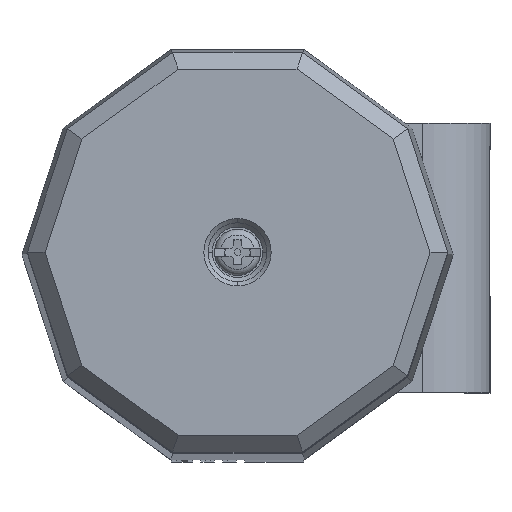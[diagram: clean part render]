
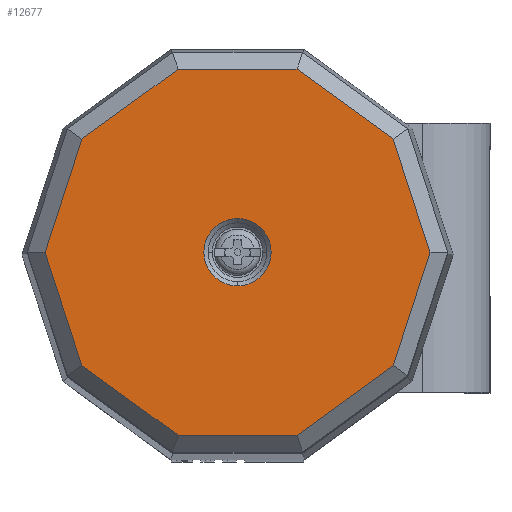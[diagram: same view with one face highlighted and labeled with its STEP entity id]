
A CAD part, top view. The second image highlights one B-rep face of the part: STEP entity #12677.
In plain terms, the highlighted planar face has unit normal (0, 0, 1).
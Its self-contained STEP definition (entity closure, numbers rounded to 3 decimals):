
#11909=CARTESIAN_POINT('',(0.,-4.,395.));
#11910=VERTEX_POINT('',#11909);
#11919=CARTESIAN_POINT('',(0.,4.,395.));
#11920=VERTEX_POINT('',#11919);
#11921=CARTESIAN_POINT('',(0.,0.,395.));
#11922=DIRECTION('',(0.0,0.0,1.0));
#11923=DIRECTION('',(0.0,-1.0,0.0));
#11924=AXIS2_PLACEMENT_3D('',#11921,#11922,#11923);
#11925=CIRCLE('',#11924,4.0);
#11926=EDGE_CURVE('',#11910,#11920,#11925,.T.);
#12415=CARTESIAN_POINT('',(-7.067,-21.75,395.));
#12416=VERTEX_POINT('',#12415);
#12417=CARTESIAN_POINT('',(-18.502,-13.442,395.));
#12418=VERTEX_POINT('',#12417);
#12419=CARTESIAN_POINT('',(-7.067,-21.75,395.));
#12420=DIRECTION('',(-0.809,0.588,0.0));
#12421=VECTOR('',#12420,14.134);
#12422=LINE('',#12419,#12421);
#12423=EDGE_CURVE('',#12416,#12418,#12422,.T.);
#12446=CARTESIAN_POINT('',(-22.869,0.,395.));
#12447=VERTEX_POINT('',#12446);
#12448=CARTESIAN_POINT('',(-18.502,-13.442,395.));
#12449=DIRECTION('',(-0.309,0.951,0.0));
#12450=VECTOR('',#12449,14.134);
#12451=LINE('',#12448,#12450);
#12452=EDGE_CURVE('',#12418,#12447,#12451,.T.);
#12470=CARTESIAN_POINT('',(-18.502,13.442,395.));
#12471=VERTEX_POINT('',#12470);
#12472=CARTESIAN_POINT('',(-22.869,0.,395.));
#12473=DIRECTION('',(0.309,0.951,0.0));
#12474=VECTOR('',#12473,14.134);
#12475=LINE('',#12472,#12474);
#12476=EDGE_CURVE('',#12447,#12471,#12475,.T.);
#12494=CARTESIAN_POINT('',(-7.067,21.75,395.));
#12495=VERTEX_POINT('',#12494);
#12496=CARTESIAN_POINT('',(-18.502,13.442,395.));
#12497=DIRECTION('',(0.809,0.588,0.0));
#12498=VECTOR('',#12497,14.134);
#12499=LINE('',#12496,#12498);
#12500=EDGE_CURVE('',#12471,#12495,#12499,.T.);
#12518=CARTESIAN_POINT('',(7.067,21.75,395.));
#12519=VERTEX_POINT('',#12518);
#12520=CARTESIAN_POINT('',(-7.067,21.75,395.));
#12521=DIRECTION('',(1.0,0.0,0.0));
#12522=VECTOR('',#12521,14.134);
#12523=LINE('',#12520,#12522);
#12524=EDGE_CURVE('',#12495,#12519,#12523,.T.);
#12542=CARTESIAN_POINT('',(18.502,13.442,395.));
#12543=VERTEX_POINT('',#12542);
#12544=CARTESIAN_POINT('',(7.067,21.75,395.));
#12545=DIRECTION('',(0.809,-0.588,0.0));
#12546=VECTOR('',#12545,14.134);
#12547=LINE('',#12544,#12546);
#12548=EDGE_CURVE('',#12519,#12543,#12547,.T.);
#12566=CARTESIAN_POINT('',(22.869,0.,395.));
#12567=VERTEX_POINT('',#12566);
#12568=CARTESIAN_POINT('',(18.502,13.442,395.));
#12569=DIRECTION('',(0.309,-0.951,0.0));
#12570=VECTOR('',#12569,14.134);
#12571=LINE('',#12568,#12570);
#12572=EDGE_CURVE('',#12543,#12567,#12571,.T.);
#12590=CARTESIAN_POINT('',(18.502,-13.442,395.));
#12591=VERTEX_POINT('',#12590);
#12592=CARTESIAN_POINT('',(22.869,0.,395.));
#12593=DIRECTION('',(-0.309,-0.951,0.0));
#12594=VECTOR('',#12593,14.134);
#12595=LINE('',#12592,#12594);
#12596=EDGE_CURVE('',#12567,#12591,#12595,.T.);
#12614=CARTESIAN_POINT('',(7.067,-21.75,395.));
#12615=VERTEX_POINT('',#12614);
#12616=CARTESIAN_POINT('',(18.502,-13.442,395.));
#12617=DIRECTION('',(-0.809,-0.588,0.0));
#12618=VECTOR('',#12617,14.134);
#12619=LINE('',#12616,#12618);
#12620=EDGE_CURVE('',#12591,#12615,#12619,.T.);
#12638=CARTESIAN_POINT('',(7.067,-21.75,395.));
#12639=DIRECTION('',(-1.0,0.0,0.0));
#12640=VECTOR('',#12639,14.134);
#12641=LINE('',#12638,#12640);
#12642=EDGE_CURVE('',#12615,#12416,#12641,.T.);
#12650=CARTESIAN_POINT('',(-25.156,-23.925,395.));
#12651=DIRECTION('',(0.0,0.0,1.0));
#12652=DIRECTION('',(1.0,0.0,0.0));
#12653=AXIS2_PLACEMENT_3D('',#12650,#12651,#12652);
#12654=PLANE('',#12653);
#12655=ORIENTED_EDGE('',*,*,#12423,.F.);
#12656=ORIENTED_EDGE('',*,*,#12642,.F.);
#12657=ORIENTED_EDGE('',*,*,#12620,.F.);
#12658=ORIENTED_EDGE('',*,*,#12596,.F.);
#12659=ORIENTED_EDGE('',*,*,#12572,.F.);
#12660=ORIENTED_EDGE('',*,*,#12548,.F.);
#12661=ORIENTED_EDGE('',*,*,#12524,.F.);
#12662=ORIENTED_EDGE('',*,*,#12500,.F.);
#12663=ORIENTED_EDGE('',*,*,#12476,.F.);
#12664=ORIENTED_EDGE('',*,*,#12452,.F.);
#12665=EDGE_LOOP('',(#12655,#12656,#12657,#12658,#12659,#12660,#12661,#12662,#12663,#12664));
#12666=FACE_OUTER_BOUND('',#12665,.T.);
#12667=CARTESIAN_POINT('',(0.,0.,395.));
#12668=DIRECTION('',(0.0,0.0,1.0));
#12669=DIRECTION('',(0.0,-1.0,0.0));
#12670=AXIS2_PLACEMENT_3D('',#12667,#12668,#12669);
#12671=CIRCLE('',#12670,4.0);
#12672=EDGE_CURVE('',#11920,#11910,#12671,.T.);
#12673=ORIENTED_EDGE('',*,*,#12672,.F.);
#12674=ORIENTED_EDGE('',*,*,#11926,.F.);
#12675=EDGE_LOOP('',(#12673,#12674));
#12676=FACE_BOUND('',#12675,.T.);
#12677=ADVANCED_FACE('',(#12666,#12676),#12654,.T.);
